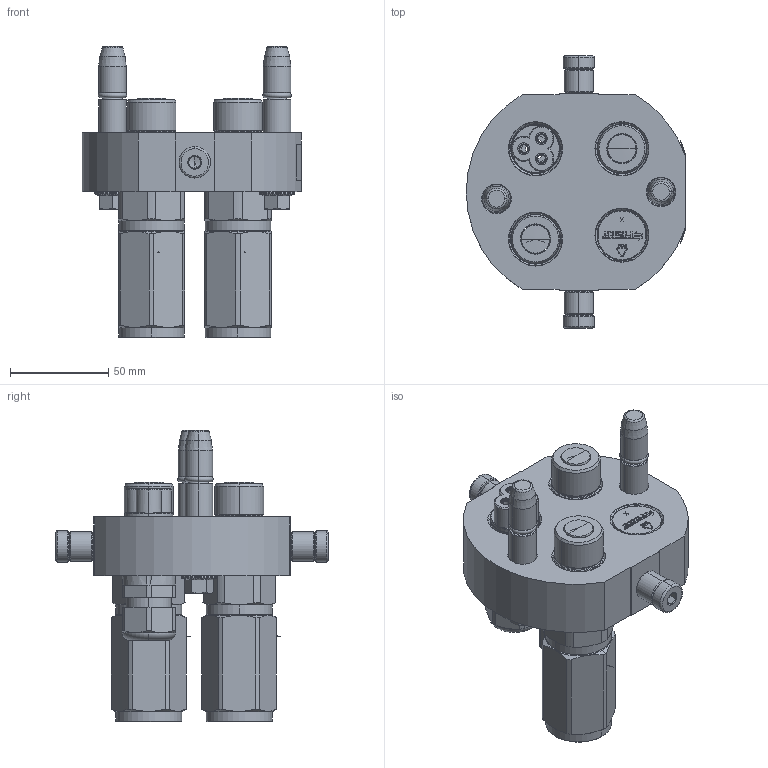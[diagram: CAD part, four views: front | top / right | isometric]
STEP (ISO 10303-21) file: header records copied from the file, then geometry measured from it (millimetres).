
FILE_DESCRIPTION (( 'STEP AP214' ), '1' );
FILE_NAME ('FASTER.step', '2024-04-08T14:53:22', ( '' ), ( '' ), 'SwSTEP 2.0', 'SolidWorks 2017', '' );
FILE_SCHEMA (( 'AUTOMOTIVE_DESIGN' ));
Length unit declared in the file: millimetre
Products named in the file (15): 3ffnp12-34g_m; 1540_080_0008_000; or2_62x9_19_m; 4830_021_0000_000; 4830_010_0000_022; TAPPO_12; 4830_028_1000_011; et002_piegata; P508_M_BASE; corpospel08-3m; conn_3p_m; FASTER; 4830_044_0000_000; 4830_013_3000_030
Assembly tree (22 placements, depth 3):
  FASTER
    P508_M_BASE
      4830_010_0000_022
      4830_013_3000_030  x2
      4830_028_1000_011  x2
      4830_021_0000_000  x2
      1540_080_0008_000  x2
      or2_62x9_19_m  x2
    conn_3p_m
      4830_044_0000_000  x3
      corpospel08-3m
    3ffnp12-34g_m  x2
      3ffnp12-34g_m
    TAPPO_12
    et002_piegata
Bounding box: 111.8 x 138.6 x 148.2 mm (x, y, z)
Volume: 14420.6 mm3; surface area: 118778.5 mm2
Topology: 6 solids, 56 shells, 2096 faces, 5886 edges, 3861 vertices
Faces by surface type: plane 1127, cylinder 449, cone 294, torus 143, bspline 77, sphere 6
Entity records: 66329 total; most frequent: CARTESIAN_POINT 16301, ORIENTED_EDGE 8459, DIRECTION 8069, EDGE_CURVE 4453, VERTEX_POINT 2921, VECTOR 2855, LINE 2855, AXIS2_PLACEMENT_3D 2607
